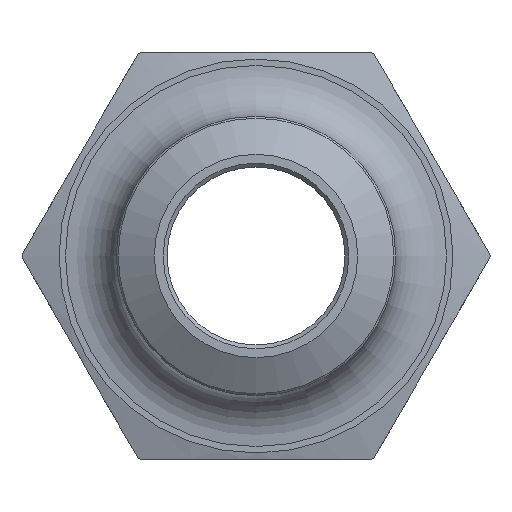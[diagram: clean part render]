
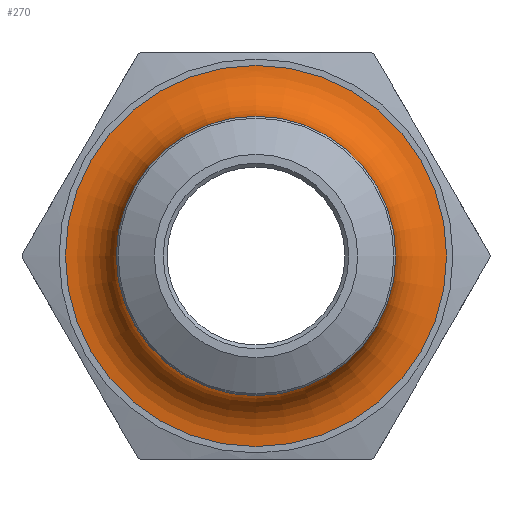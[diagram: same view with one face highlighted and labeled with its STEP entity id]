
A CAD part, left-side view. The second image highlights one B-rep face of the part: STEP entity #270.
In plain terms, the highlighted toroidal (fillet/blend) face has major radius 15 mm and minor radius 4 mm.
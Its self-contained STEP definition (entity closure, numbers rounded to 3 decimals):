
#104=TOROIDAL_SURFACE('',#781,15.,4.);
#168=FACE_BOUND('',#369,.T.);
#169=FACE_BOUND('',#370,.T.);
#224=CIRCLE('',#772,11.);
#225=CIRCLE('',#774,15.);
#270=ADVANCED_FACE('',(#168,#169),#104,.F.);
#369=EDGE_LOOP('',(#541));
#370=EDGE_LOOP('',(#542));
#541=ORIENTED_EDGE('',*,*,#672,.F.);
#542=ORIENTED_EDGE('',*,*,#673,.F.);
#598=VERTEX_POINT('',#1200);
#599=VERTEX_POINT('',#1203);
#672=EDGE_CURVE('',#598,#598,#224,.T.);
#673=EDGE_CURVE('',#599,#599,#225,.T.);
#772=AXIS2_PLACEMENT_3D('',#1199,#953,#954);
#774=AXIS2_PLACEMENT_3D('',#1202,#957,#958);
#781=AXIS2_PLACEMENT_3D('',#1211,#971,#972);
#953=DIRECTION('',(-1.,0.,0.));
#954=DIRECTION('',(0.,0.,1.));
#957=DIRECTION('',(1.,0.,0.));
#958=DIRECTION('',(0.,0.,1.));
#971=DIRECTION('',(-1.,0.,0.));
#972=DIRECTION('',(0.,0.,1.));
#1199=CARTESIAN_POINT('',(8.,0.,0.));
#1200=CARTESIAN_POINT('',(8.,0.,11.));
#1202=CARTESIAN_POINT('',(12.,0.,0.));
#1203=CARTESIAN_POINT('',(12.,0.,15.));
#1211=CARTESIAN_POINT('',(8.,0.,0.));
